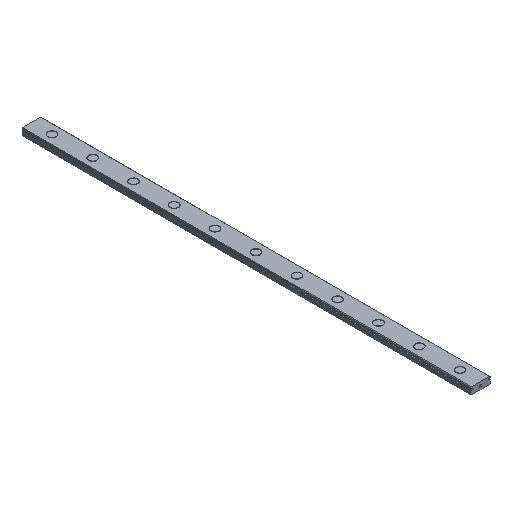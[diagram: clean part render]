
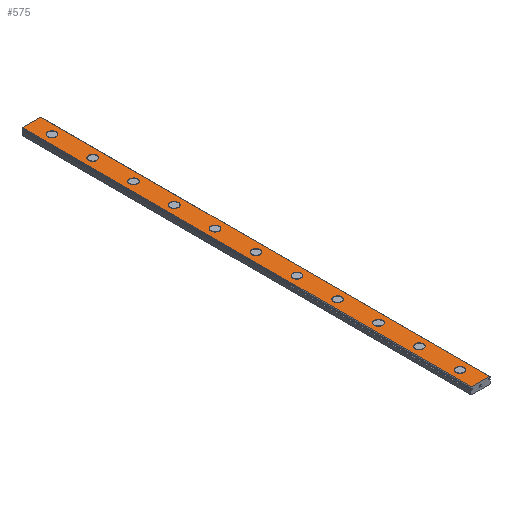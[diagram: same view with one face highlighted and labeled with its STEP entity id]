
A CAD part, isometric view. The second image highlights one B-rep face of the part: STEP entity #575.
In plain terms, the highlighted planar face has unit normal (0, 0, 1).
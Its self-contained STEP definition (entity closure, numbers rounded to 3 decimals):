
#575=ADVANCED_FACE('',(#1174,#1175,#1176,#1177,#1178,#1179,#1180,#1181,#1182,#1183,#1184,#1185),#1186,.T.);
#1174=FACE_BOUND('',#1801,.T.);
#1175=FACE_BOUND('',#1802,.T.);
#1176=FACE_BOUND('',#1803,.T.);
#1177=FACE_BOUND('',#1804,.T.);
#1178=FACE_BOUND('',#1805,.T.);
#1179=FACE_BOUND('',#1806,.T.);
#1180=FACE_BOUND('',#1807,.T.);
#1181=FACE_BOUND('',#1808,.T.);
#1182=FACE_BOUND('',#1809,.T.);
#1183=FACE_BOUND('',#1810,.T.);
#1184=FACE_BOUND('',#1811,.T.);
#1185=FACE_OUTER_BOUND('',#1812,.T.);
#1186=PLANE('',#1813);
#1801=EDGE_LOOP('',(#3407,#3408));
#1802=EDGE_LOOP('',(#3409,#3410));
#1803=EDGE_LOOP('',(#3411,#3412));
#1804=EDGE_LOOP('',(#3413,#3414));
#1805=EDGE_LOOP('',(#3415,#3416));
#1806=EDGE_LOOP('',(#3417,#3418));
#1807=EDGE_LOOP('',(#3419,#3420));
#1808=EDGE_LOOP('',(#3421,#3422));
#1809=EDGE_LOOP('',(#3423,#3424));
#1810=EDGE_LOOP('',(#3425,#3426));
#1811=EDGE_LOOP('',(#3427,#3428));
#1812=EDGE_LOOP('',(#3429,#3430,#3431,#3432));
#1813=AXIS2_PLACEMENT_3D('',#3433,#3434,#3435);
#3407=ORIENTED_EDGE('',*,*,#3696,.T.);
#3408=ORIENTED_EDGE('',*,*,#4119,.T.);
#3409=ORIENTED_EDGE('',*,*,#3686,.T.);
#3410=ORIENTED_EDGE('',*,*,#4125,.T.);
#3411=ORIENTED_EDGE('',*,*,#3676,.T.);
#3412=ORIENTED_EDGE('',*,*,#4131,.T.);
#3413=ORIENTED_EDGE('',*,*,#3666,.T.);
#3414=ORIENTED_EDGE('',*,*,#4137,.T.);
#3415=ORIENTED_EDGE('',*,*,#3656,.T.);
#3416=ORIENTED_EDGE('',*,*,#4143,.T.);
#3417=ORIENTED_EDGE('',*,*,#3646,.T.);
#3418=ORIENTED_EDGE('',*,*,#4149,.T.);
#3419=ORIENTED_EDGE('',*,*,#3636,.T.);
#3420=ORIENTED_EDGE('',*,*,#4155,.T.);
#3421=ORIENTED_EDGE('',*,*,#3626,.T.);
#3422=ORIENTED_EDGE('',*,*,#4161,.T.);
#3423=ORIENTED_EDGE('',*,*,#3616,.T.);
#3424=ORIENTED_EDGE('',*,*,#4167,.T.);
#3425=ORIENTED_EDGE('',*,*,#3606,.T.);
#3426=ORIENTED_EDGE('',*,*,#4173,.T.);
#3427=ORIENTED_EDGE('',*,*,#3596,.T.);
#3428=ORIENTED_EDGE('',*,*,#4179,.T.);
#3429=ORIENTED_EDGE('',*,*,#4106,.T.);
#3430=ORIENTED_EDGE('',*,*,#4209,.F.);
#3431=ORIENTED_EDGE('',*,*,#3988,.F.);
#3432=ORIENTED_EDGE('',*,*,#4207,.T.);
#3433=CARTESIAN_POINT('',(0.0,330.0,5.2));
#3434=DIRECTION('',(0.0,0.0,1.0));
#3435=DIRECTION('',(-1.0,0.0,-0.0));
#3596=EDGE_CURVE('',#4270,#4267,#4271,.T.);
#3606=EDGE_CURVE('',#4288,#4285,#4289,.T.);
#3616=EDGE_CURVE('',#4306,#4303,#4307,.T.);
#3626=EDGE_CURVE('',#4324,#4321,#4325,.T.);
#3636=EDGE_CURVE('',#4342,#4339,#4343,.T.);
#3646=EDGE_CURVE('',#4360,#4357,#4361,.T.);
#3656=EDGE_CURVE('',#4378,#4375,#4379,.T.);
#3666=EDGE_CURVE('',#4396,#4393,#4397,.T.);
#3676=EDGE_CURVE('',#4414,#4411,#4415,.T.);
#3686=EDGE_CURVE('',#4432,#4429,#4433,.T.);
#3696=EDGE_CURVE('',#4450,#4447,#4451,.T.);
#3988=EDGE_CURVE('',#4875,#4877,#4878,.T.);
#4106=EDGE_CURVE('',#5066,#5064,#5067,.T.);
#4119=EDGE_CURVE('',#4447,#4450,#5089,.T.);
#4125=EDGE_CURVE('',#4429,#4432,#5095,.T.);
#4131=EDGE_CURVE('',#4411,#4414,#5101,.T.);
#4137=EDGE_CURVE('',#4393,#4396,#5107,.T.);
#4143=EDGE_CURVE('',#4375,#4378,#5113,.T.);
#4149=EDGE_CURVE('',#4357,#4360,#5119,.T.);
#4155=EDGE_CURVE('',#4339,#4342,#5125,.T.);
#4161=EDGE_CURVE('',#4321,#4324,#5131,.T.);
#4167=EDGE_CURVE('',#4303,#4306,#5137,.T.);
#4173=EDGE_CURVE('',#4285,#4288,#5143,.T.);
#4179=EDGE_CURVE('',#4267,#4270,#5149,.T.);
#4207=EDGE_CURVE('',#4875,#5066,#5177,.T.);
#4209=EDGE_CURVE('',#4877,#5064,#5179,.T.);
#4267=VERTEX_POINT('',#5243);
#4270=VERTEX_POINT('',#5247);
#4271=CIRCLE('',#5248,3.0);
#4285=VERTEX_POINT('',#5265);
#4288=VERTEX_POINT('',#5269);
#4289=CIRCLE('',#5270,3.0);
#4303=VERTEX_POINT('',#5287);
#4306=VERTEX_POINT('',#5291);
#4307=CIRCLE('',#5292,3.0);
#4321=VERTEX_POINT('',#5309);
#4324=VERTEX_POINT('',#5313);
#4325=CIRCLE('',#5314,3.0);
#4339=VERTEX_POINT('',#5331);
#4342=VERTEX_POINT('',#5335);
#4343=CIRCLE('',#5336,3.0);
#4357=VERTEX_POINT('',#5353);
#4360=VERTEX_POINT('',#5357);
#4361=CIRCLE('',#5358,3.0);
#4375=VERTEX_POINT('',#5375);
#4378=VERTEX_POINT('',#5379);
#4379=CIRCLE('',#5380,3.0);
#4393=VERTEX_POINT('',#5397);
#4396=VERTEX_POINT('',#5401);
#4397=CIRCLE('',#5402,3.0);
#4411=VERTEX_POINT('',#5419);
#4414=VERTEX_POINT('',#5423);
#4415=CIRCLE('',#5424,3.0);
#4429=VERTEX_POINT('',#5441);
#4432=VERTEX_POINT('',#5445);
#4433=CIRCLE('',#5446,3.0);
#4447=VERTEX_POINT('',#5463);
#4450=VERTEX_POINT('',#5467);
#4451=CIRCLE('',#5468,3.0);
#4875=VERTEX_POINT('',#6034);
#4877=VERTEX_POINT('',#6037);
#4878=LINE('',#6038,#6039);
#5064=VERTEX_POINT('',#6303);
#5066=VERTEX_POINT('',#6306);
#5067=LINE('',#6307,#6308);
#5089=CIRCLE('',#6334,3.0);
#5095=CIRCLE('',#6340,3.0);
#5101=CIRCLE('',#6346,3.0);
#5107=CIRCLE('',#6352,3.0);
#5113=CIRCLE('',#6358,3.0);
#5119=CIRCLE('',#6364,3.0);
#5125=CIRCLE('',#6370,3.0);
#5131=CIRCLE('',#6376,3.0);
#5137=CIRCLE('',#6382,3.0);
#5143=CIRCLE('',#6388,3.0);
#5149=CIRCLE('',#6394,3.0);
#5177=LINE('',#6433,#6434);
#5179=LINE('',#6436,#6437);
#5243=CARTESIAN_POINT('',(3.0,15.0,5.2));
#5247=CARTESIAN_POINT('',(-3.0,15.0,5.2));
#5248=AXIS2_PLACEMENT_3D('',#6505,#6506,#6507);
#5265=CARTESIAN_POINT('',(3.0,45.0,5.2));
#5269=CARTESIAN_POINT('',(-3.0,45.0,5.2));
#5270=AXIS2_PLACEMENT_3D('',#6521,#6522,#6523);
#5287=CARTESIAN_POINT('',(3.0,75.0,5.2));
#5291=CARTESIAN_POINT('',(-3.0,75.0,5.2));
#5292=AXIS2_PLACEMENT_3D('',#6537,#6538,#6539);
#5309=CARTESIAN_POINT('',(3.0,105.0,5.2));
#5313=CARTESIAN_POINT('',(-3.0,105.0,5.2));
#5314=AXIS2_PLACEMENT_3D('',#6553,#6554,#6555);
#5331=CARTESIAN_POINT('',(3.0,135.0,5.2));
#5335=CARTESIAN_POINT('',(-3.0,135.0,5.2));
#5336=AXIS2_PLACEMENT_3D('',#6569,#6570,#6571);
#5353=CARTESIAN_POINT('',(3.0,165.0,5.2));
#5357=CARTESIAN_POINT('',(-3.0,165.0,5.2));
#5358=AXIS2_PLACEMENT_3D('',#6585,#6586,#6587);
#5375=CARTESIAN_POINT('',(3.0,195.0,5.2));
#5379=CARTESIAN_POINT('',(-3.0,195.0,5.2));
#5380=AXIS2_PLACEMENT_3D('',#6601,#6602,#6603);
#5397=CARTESIAN_POINT('',(3.0,225.0,5.2));
#5401=CARTESIAN_POINT('',(-3.0,225.0,5.2));
#5402=AXIS2_PLACEMENT_3D('',#6617,#6618,#6619);
#5419=CARTESIAN_POINT('',(3.0,255.0,5.2));
#5423=CARTESIAN_POINT('',(-3.0,255.0,5.2));
#5424=AXIS2_PLACEMENT_3D('',#6633,#6634,#6635);
#5441=CARTESIAN_POINT('',(3.0,285.0,5.2));
#5445=CARTESIAN_POINT('',(-3.0,285.0,5.2));
#5446=AXIS2_PLACEMENT_3D('',#6649,#6650,#6651);
#5463=CARTESIAN_POINT('',(3.0,315.0,5.2));
#5467=CARTESIAN_POINT('',(-3.0,315.0,5.2));
#5468=AXIS2_PLACEMENT_3D('',#6665,#6666,#6667);
#6034=CARTESIAN_POINT('',(-6.7,330.0,5.2));
#6037=CARTESIAN_POINT('',(6.7,330.0,5.2));
#6038=CARTESIAN_POINT('',(-6.7,330.0,5.2));
#6039=VECTOR('',#7000,1.0);
#6303=CARTESIAN_POINT('',(6.7,0.0,5.2));
#6306=CARTESIAN_POINT('',(-6.7,0.0,5.2));
#6307=CARTESIAN_POINT('',(-6.7,0.0,5.2));
#6308=VECTOR('',#7122,1.0);
#6334=AXIS2_PLACEMENT_3D('',#7148,#7149,#7150);
#6340=AXIS2_PLACEMENT_3D('',#7157,#7158,#7159);
#6346=AXIS2_PLACEMENT_3D('',#7166,#7167,#7168);
#6352=AXIS2_PLACEMENT_3D('',#7175,#7176,#7177);
#6358=AXIS2_PLACEMENT_3D('',#7184,#7185,#7186);
#6364=AXIS2_PLACEMENT_3D('',#7193,#7194,#7195);
#6370=AXIS2_PLACEMENT_3D('',#7202,#7203,#7204);
#6376=AXIS2_PLACEMENT_3D('',#7211,#7212,#7213);
#6382=AXIS2_PLACEMENT_3D('',#7220,#7221,#7222);
#6388=AXIS2_PLACEMENT_3D('',#7229,#7230,#7231);
#6394=AXIS2_PLACEMENT_3D('',#7238,#7239,#7240);
#6433=CARTESIAN_POINT('',(-6.7,330.0,5.2));
#6434=VECTOR('',#7258,1.0);
#6436=CARTESIAN_POINT('',(6.7,330.0,5.2));
#6437=VECTOR('',#7259,1.0);
#6505=CARTESIAN_POINT('',(0.0,15.0,5.2));
#6506=DIRECTION('',(0.0,0.0,-1.0));
#6507=DIRECTION('',(1.0,0.0,0.0));
#6521=CARTESIAN_POINT('',(0.0,45.0,5.2));
#6522=DIRECTION('',(0.0,0.0,-1.0));
#6523=DIRECTION('',(1.0,0.0,0.0));
#6537=CARTESIAN_POINT('',(0.0,75.0,5.2));
#6538=DIRECTION('',(0.0,0.0,-1.0));
#6539=DIRECTION('',(1.0,0.0,0.0));
#6553=CARTESIAN_POINT('',(0.0,105.0,5.2));
#6554=DIRECTION('',(0.0,0.0,-1.0));
#6555=DIRECTION('',(1.0,0.0,0.0));
#6569=CARTESIAN_POINT('',(0.0,135.0,5.2));
#6570=DIRECTION('',(0.0,0.0,-1.0));
#6571=DIRECTION('',(1.0,0.0,0.0));
#6585=CARTESIAN_POINT('',(0.0,165.0,5.2));
#6586=DIRECTION('',(0.0,0.0,-1.0));
#6587=DIRECTION('',(1.0,0.0,0.0));
#6601=CARTESIAN_POINT('',(0.0,195.0,5.2));
#6602=DIRECTION('',(0.0,0.0,-1.0));
#6603=DIRECTION('',(1.0,0.0,0.0));
#6617=CARTESIAN_POINT('',(0.0,225.0,5.2));
#6618=DIRECTION('',(0.0,0.0,-1.0));
#6619=DIRECTION('',(1.0,0.0,0.0));
#6633=CARTESIAN_POINT('',(0.0,255.0,5.2));
#6634=DIRECTION('',(0.0,0.0,-1.0));
#6635=DIRECTION('',(1.0,0.0,0.0));
#6649=CARTESIAN_POINT('',(0.0,285.0,5.2));
#6650=DIRECTION('',(0.0,0.0,-1.0));
#6651=DIRECTION('',(1.0,0.0,0.0));
#6665=CARTESIAN_POINT('',(0.0,315.0,5.2));
#6666=DIRECTION('',(0.0,0.0,-1.0));
#6667=DIRECTION('',(1.0,0.0,0.0));
#7000=DIRECTION('',(1.0,0.0,0.0));
#7122=DIRECTION('',(1.0,0.0,0.0));
#7148=CARTESIAN_POINT('',(0.0,315.0,5.2));
#7149=DIRECTION('',(0.0,0.0,-1.0));
#7150=DIRECTION('',(1.0,0.0,0.0));
#7157=CARTESIAN_POINT('',(0.0,285.0,5.2));
#7158=DIRECTION('',(0.0,0.0,-1.0));
#7159=DIRECTION('',(1.0,0.0,0.0));
#7166=CARTESIAN_POINT('',(0.0,255.0,5.2));
#7167=DIRECTION('',(0.0,0.0,-1.0));
#7168=DIRECTION('',(1.0,0.0,0.0));
#7175=CARTESIAN_POINT('',(0.0,225.0,5.2));
#7176=DIRECTION('',(0.0,0.0,-1.0));
#7177=DIRECTION('',(1.0,0.0,0.0));
#7184=CARTESIAN_POINT('',(0.0,195.0,5.2));
#7185=DIRECTION('',(0.0,0.0,-1.0));
#7186=DIRECTION('',(1.0,0.0,0.0));
#7193=CARTESIAN_POINT('',(0.0,165.0,5.2));
#7194=DIRECTION('',(0.0,0.0,-1.0));
#7195=DIRECTION('',(1.0,0.0,0.0));
#7202=CARTESIAN_POINT('',(0.0,135.0,5.2));
#7203=DIRECTION('',(0.0,0.0,-1.0));
#7204=DIRECTION('',(1.0,0.0,0.0));
#7211=CARTESIAN_POINT('',(0.0,105.0,5.2));
#7212=DIRECTION('',(0.0,0.0,-1.0));
#7213=DIRECTION('',(1.0,0.0,0.0));
#7220=CARTESIAN_POINT('',(0.0,75.0,5.2));
#7221=DIRECTION('',(0.0,0.0,-1.0));
#7222=DIRECTION('',(1.0,0.0,0.0));
#7229=CARTESIAN_POINT('',(0.0,45.0,5.2));
#7230=DIRECTION('',(0.0,0.0,-1.0));
#7231=DIRECTION('',(1.0,0.0,0.0));
#7238=CARTESIAN_POINT('',(0.0,15.0,5.2));
#7239=DIRECTION('',(0.0,0.0,-1.0));
#7240=DIRECTION('',(1.0,0.0,0.0));
#7258=DIRECTION('',(0.0,-1.0,0.0));
#7259=DIRECTION('',(0.0,-1.0,0.0));
